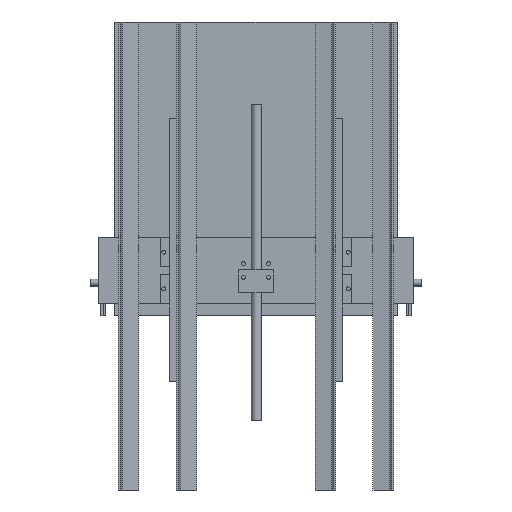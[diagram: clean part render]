
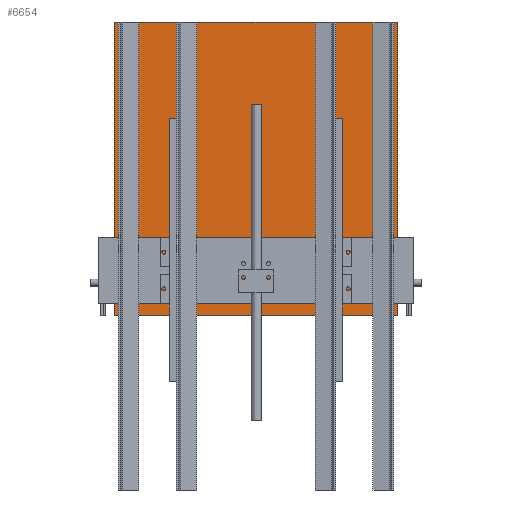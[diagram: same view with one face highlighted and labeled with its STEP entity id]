
A CAD part, front view. The second image highlights one B-rep face of the part: STEP entity #6654.
In plain terms, the highlighted planar face has unit normal (0, -1, 0).
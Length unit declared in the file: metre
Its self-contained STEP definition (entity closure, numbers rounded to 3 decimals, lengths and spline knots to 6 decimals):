
#1616=ORIENTED_EDGE('',*,*,#2691,.T.);
#1617=ORIENTED_EDGE('',*,*,#2692,.F.);
#1618=ORIENTED_EDGE('',*,*,#2693,.F.);
#1619=ORIENTED_EDGE('',*,*,#2689,.T.);
#2689=EDGE_CURVE('',#3370,#3369,#3964,.T.);
#2691=EDGE_CURVE('',#3369,#3371,#3966,.T.);
#2692=EDGE_CURVE('',#3372,#3371,#3967,.T.);
#2693=EDGE_CURVE('',#3370,#3372,#3968,.T.);
#3369=VERTEX_POINT('',#11377);
#3370=VERTEX_POINT('',#11379);
#3371=VERTEX_POINT('',#11383);
#3372=VERTEX_POINT('',#11385);
#3964=LINE('',#11378,#4573);
#3966=LINE('',#11382,#4575);
#3967=LINE('',#11384,#4576);
#3968=LINE('',#11386,#4577);
#4573=VECTOR('',#9345,1.);
#4575=VECTOR('',#9349,1.);
#4576=VECTOR('',#9350,1.);
#4577=VECTOR('',#9351,1.);
#5235=EDGE_LOOP('',(#1616,#1617,#1618,#1619));
#5894=FACE_BOUND('',#5235,.T.);
#6277=PLANE('',#7779);
#6654=ADVANCED_FACE('',(#5894),#6277,.F.);
#7779=AXIS2_PLACEMENT_3D('',#11381,#9347,#9348);
#9345=DIRECTION('',(0.,0.,-1.));
#9347=DIRECTION('',(0.,1.,0.));
#9348=DIRECTION('',(-1.,0.,0.));
#9349=DIRECTION('',(1.,0.,0.));
#9350=DIRECTION('',(0.,0.,-1.));
#9351=DIRECTION('',(1.,0.,0.));
#11377=CARTESIAN_POINT('',(-0.205,-0.2,-0.096));
#11378=CARTESIAN_POINT('',(-0.205,-0.2,0.331));
#11379=CARTESIAN_POINT('',(-0.205,-0.2,0.331));
#11381=CARTESIAN_POINT('',(0.,-0.2,0.331));
#11382=CARTESIAN_POINT('',(0.,-0.2,-0.096));
#11383=CARTESIAN_POINT('',(0.205,-0.2,-0.096));
#11384=CARTESIAN_POINT('',(0.205,-0.2,0.331));
#11385=CARTESIAN_POINT('',(0.205,-0.2,0.331));
#11386=CARTESIAN_POINT('',(0.,-0.2,0.331));
